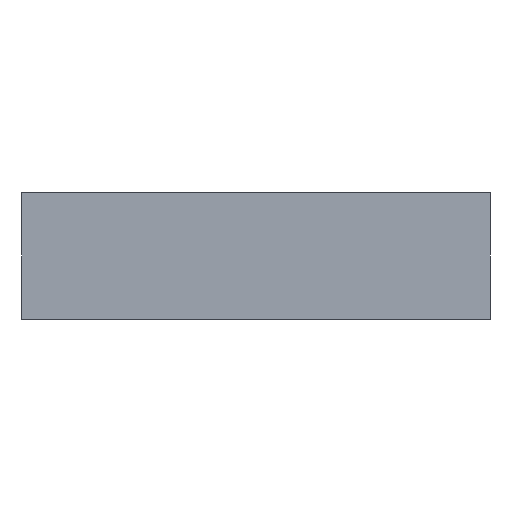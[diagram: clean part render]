
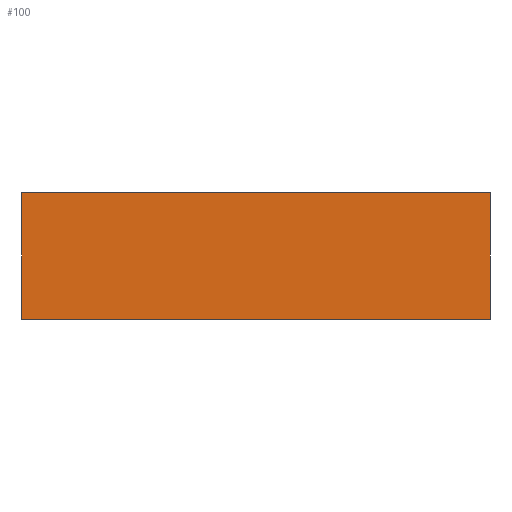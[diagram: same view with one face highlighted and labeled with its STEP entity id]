
A CAD part, left-side view. The second image highlights one B-rep face of the part: STEP entity #100.
In plain terms, the highlighted planar face has unit normal (-1, 0, 0).
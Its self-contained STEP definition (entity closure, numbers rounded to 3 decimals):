
#100=ADVANCED_FACE('',(#294),#295,.F.);
#294=FACE_OUTER_BOUND('',#583,.T.);
#295=PLANE('',#584);
#583=EDGE_LOOP('',(#901,#902,#903,#904));
#584=AXIS2_PLACEMENT_3D('',#905,#906,#907);
#901=ORIENTED_EDGE('',*,*,#1411,.T.);
#902=ORIENTED_EDGE('',*,*,#1417,.F.);
#903=ORIENTED_EDGE('',*,*,#1386,.F.);
#904=ORIENTED_EDGE('',*,*,#1414,.T.);
#905=CARTESIAN_POINT('',(0.0,18.5,10.0));
#906=DIRECTION('',(1.0,0.,0.0));
#907=DIRECTION('',(0.,-1.0,0.0));
#1386=EDGE_CURVE('',#1620,#1622,#1623,.T.);
#1411=EDGE_CURVE('',#1665,#1669,#1671,.T.);
#1414=EDGE_CURVE('',#1620,#1665,#1674,.T.);
#1417=EDGE_CURVE('',#1622,#1669,#1677,.T.);
#1620=VERTEX_POINT('',#1932);
#1622=VERTEX_POINT('',#1935);
#1623=LINE('',#1936,#1937);
#1665=VERTEX_POINT('',#1981);
#1669=VERTEX_POINT('',#1987);
#1671=LINE('',#1990,#1991);
#1674=LINE('',#1994,#1995);
#1677=LINE('',#1999,#2000);
#1932=CARTESIAN_POINT('',(0.,37.0,10.0));
#1935=CARTESIAN_POINT('',(0.,0.0,10.0));
#1936=CARTESIAN_POINT('',(0.0,18.5,10.0));
#1937=VECTOR('',#2295,1.0);
#1981=CARTESIAN_POINT('',(0.,37.0,0.0));
#1987=CARTESIAN_POINT('',(0.,0.0,0.0));
#1990=CARTESIAN_POINT('',(0.0,18.5,0.0));
#1991=VECTOR('',#2355,1.0);
#1994=CARTESIAN_POINT('',(0.,37.0,10.0));
#1995=VECTOR('',#2356,1.0);
#1999=CARTESIAN_POINT('',(0.,0.0,10.0));
#2000=VECTOR('',#2358,1.0);
#2295=DIRECTION('',(0.,-1.0,0.0));
#2355=DIRECTION('',(0.,-1.0,0.0));
#2356=DIRECTION('',(0.0,0.0,-1.0));
#2358=DIRECTION('',(0.0,0.0,-1.0));
